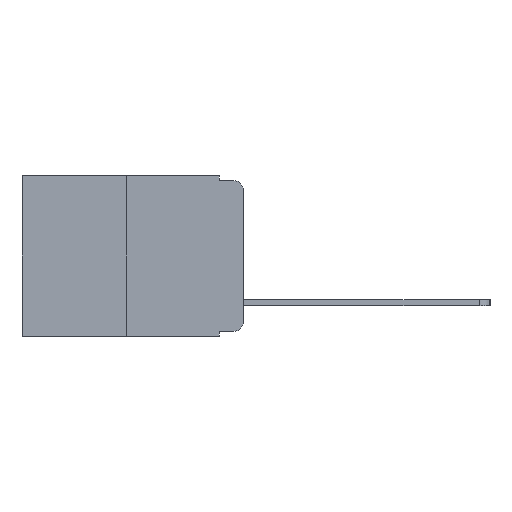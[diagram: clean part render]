
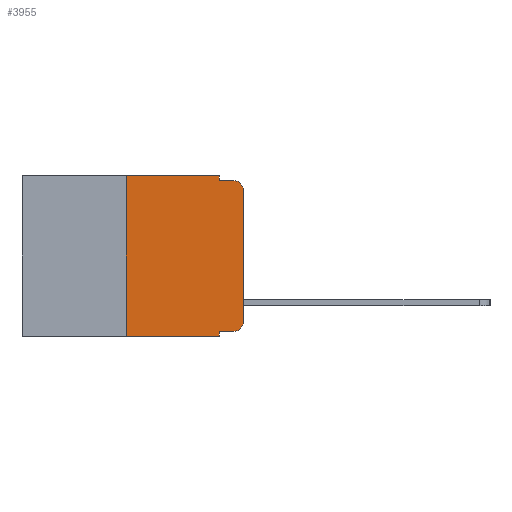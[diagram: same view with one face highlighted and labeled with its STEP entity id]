
A CAD part, left-side view. The second image highlights one B-rep face of the part: STEP entity #3955.
In plain terms, the highlighted planar face has unit normal (-1, 0, 0).
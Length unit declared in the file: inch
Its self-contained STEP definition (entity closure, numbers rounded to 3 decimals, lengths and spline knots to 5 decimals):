
#2 = EDGE_LOOP ( 'NONE', ( #2720, #2276, #3324, #10154, #9579, #9564, #9419, #9302, #9180, #8939 ) ) ;
#310 = VERTEX_POINT ( 'NONE', #9368 ) ;
#311 = EDGE_CURVE ( 'NONE', #3838, #10242, #2307, .T. ) ;
#651 = CARTESIAN_POINT ( 'NONE',  ( 0., 0.051, -0.333 ) ) ;
#764 = VECTOR ( 'NONE', #8503, 39.37008 ) ;
#942 = CARTESIAN_POINT ( 'NONE',  ( 0., 0.051, -0.01 ) ) ;
#1026 = FACE_OUTER_BOUND ( 'NONE', #2, .T. ) ;
#1138 = EDGE_CURVE ( 'NONE', #6220, #11602, #4361, .T. ) ;
#1836 = VERTEX_POINT ( 'NONE', #2103 ) ;
#2103 = CARTESIAN_POINT ( 'NONE',  ( 0., 0.25, 0. ) ) ;
#2276 = ORIENTED_EDGE ( 'NONE', *, *, #5664, .T. ) ;
#2298 = VERTEX_POINT ( 'NONE', #7467 ) ;
#2307 = CIRCLE ( 'NONE', #4715, 0.02 ) ;
#2324 = VECTOR ( 'NONE', #2870, 39.37008 ) ;
#2408 = VECTOR ( 'NONE', #4168, 39.37008 ) ;
#2645 = LINE ( 'NONE', #7590, #2324 ) ;
#2720 = ORIENTED_EDGE ( 'NONE', *, *, #4976, .T. ) ;
#2728 = LINE ( 'NONE', #6930, #2408 ) ;
#2822 = CARTESIAN_POINT ( 'NONE',  ( 0., 0., 0. ) ) ;
#2870 = DIRECTION ( 'NONE',  ( 0., 0., 1. ) ) ;
#2950 = AXIS2_PLACEMENT_3D ( 'NONE', #10781, #5115, #11712 ) ;
#2970 = CARTESIAN_POINT ( 'NONE',  ( 0., 0.02, -0.03 ) ) ;
#3262 = DIRECTION ( 'NONE',  ( 0., 0., -1. ) ) ;
#3324 = ORIENTED_EDGE ( 'NONE', *, *, #1138, .F. ) ;
#3599 = CARTESIAN_POINT ( 'NONE',  ( 0., 0.473, -0.343 ) ) ;
#3838 = VERTEX_POINT ( 'NONE', #4962 ) ;
#3907 = DIRECTION ( 'NONE',  ( 0., 0., -1. ) ) ;
#3921 = CARTESIAN_POINT ( 'NONE',  ( 0., 0.02, -0.01 ) ) ;
#3955 = ADVANCED_FACE ( 'NONE', ( #1026 ), #4194, .F. ) ;
#4168 = DIRECTION ( 'NONE',  ( 0., -1., 0. ) ) ;
#4194 = PLANE ( 'NONE',  #2950 ) ;
#4228 = LINE ( 'NONE', #3599, #11729 ) ;
#4361 = LINE ( 'NONE', #942, #11579 ) ;
#4419 = AXIS2_PLACEMENT_3D ( 'NONE', #2970, #9558, #3907 ) ;
#4527 = VECTOR ( 'NONE', #12010, 39.37008 ) ;
#4715 = AXIS2_PLACEMENT_3D ( 'NONE', #6388, #5470, #8511 ) ;
#4962 = CARTESIAN_POINT ( 'NONE',  ( 0., 0.02, -0.333 ) ) ;
#4976 = EDGE_CURVE ( 'NONE', #10242, #5124, #10680, .T. ) ;
#5063 = CARTESIAN_POINT ( 'NONE',  ( 0., 0.051, -0.333 ) ) ;
#5115 = DIRECTION ( 'NONE',  ( 1., 0., 0. ) ) ;
#5124 = VERTEX_POINT ( 'NONE', #11537 ) ;
#5219 = EDGE_CURVE ( 'NONE', #1836, #310, #2728, .T. ) ;
#5470 = DIRECTION ( 'NONE',  ( -1., 0., 0. ) ) ;
#5664 = EDGE_CURVE ( 'NONE', #5124, #11602, #12404, .T. ) ;
#6220 = VERTEX_POINT ( 'NONE', #12162 ) ;
#6326 = CARTESIAN_POINT ( 'NONE',  ( 0., 0.051, 0. ) ) ;
#6388 = CARTESIAN_POINT ( 'NONE',  ( 0., 0.02, -0.313 ) ) ;
#6699 = VERTEX_POINT ( 'NONE', #5063 ) ;
#6930 = CARTESIAN_POINT ( 'NONE',  ( 0., 0.473, 0. ) ) ;
#6992 = VECTOR ( 'NONE', #3262, 39.37008 ) ;
#7251 = CARTESIAN_POINT ( 'NONE',  ( 0., 0.051, -0.343 ) ) ;
#7443 = DIRECTION ( 'NONE',  ( 0., -1., 0. ) ) ;
#7467 = CARTESIAN_POINT ( 'NONE',  ( 0., 0.25, -0.343 ) ) ;
#7590 = CARTESIAN_POINT ( 'NONE',  ( 0., 0.25, 0. ) ) ;
#8276 = EDGE_CURVE ( 'NONE', #6699, #3838, #8999, .T. ) ;
#8503 = DIRECTION ( 'NONE',  ( 0., 0., 1. ) ) ;
#8511 = DIRECTION ( 'NONE',  ( 0., 0., -1. ) ) ;
#8662 = DIRECTION ( 'NONE',  ( 0., -1., 0. ) ) ;
#8702 = VECTOR ( 'NONE', #7443, 39.37008 ) ;
#8939 = ORIENTED_EDGE ( 'NONE', *, *, #311, .T. ) ;
#8999 = LINE ( 'NONE', #651, #8702 ) ;
#9076 = EDGE_CURVE ( 'NONE', #2298, #1836, #2645, .T. ) ;
#9180 = ORIENTED_EDGE ( 'NONE', *, *, #8276, .T. ) ;
#9244 = DIRECTION ( 'NONE',  ( 0., -1., 0. ) ) ;
#9302 = ORIENTED_EDGE ( 'NONE', *, *, #9949, .F. ) ;
#9316 = CARTESIAN_POINT ( 'NONE',  ( 0., 0., -0.313 ) ) ;
#9368 = CARTESIAN_POINT ( 'NONE',  ( 0., 0.051, 0. ) ) ;
#9419 = ORIENTED_EDGE ( 'NONE', *, *, #11991, .T. ) ;
#9540 = LINE ( 'NONE', #10789, #6992 ) ;
#9558 = DIRECTION ( 'NONE',  ( -1., 0., 0. ) ) ;
#9564 = ORIENTED_EDGE ( 'NONE', *, *, #9076, .F. ) ;
#9579 = ORIENTED_EDGE ( 'NONE', *, *, #5219, .F. ) ;
#9949 = EDGE_CURVE ( 'NONE', #6699, #10690, #9540, .T. ) ;
#10154 = ORIENTED_EDGE ( 'NONE', *, *, #11971, .F. ) ;
#10242 = VERTEX_POINT ( 'NONE', #9316 ) ;
#10680 = LINE ( 'NONE', #2822, #764 ) ;
#10690 = VERTEX_POINT ( 'NONE', #7251 ) ;
#10781 = CARTESIAN_POINT ( 'NONE',  ( 0., 0.473, 0. ) ) ;
#10789 = CARTESIAN_POINT ( 'NONE',  ( 0., 0.051, 0. ) ) ;
#11537 = CARTESIAN_POINT ( 'NONE',  ( 0., 0., -0.03 ) ) ;
#11579 = VECTOR ( 'NONE', #8662, 39.37008 ) ;
#11602 = VERTEX_POINT ( 'NONE', #3921 ) ;
#11712 = DIRECTION ( 'NONE',  ( 0., 0., -1. ) ) ;
#11729 = VECTOR ( 'NONE', #9244, 39.37008 ) ;
#11971 = EDGE_CURVE ( 'NONE', #310, #6220, #12026, .T. ) ;
#11991 = EDGE_CURVE ( 'NONE', #2298, #10690, #4228, .T. ) ;
#12010 = DIRECTION ( 'NONE',  ( 0., 0., -1. ) ) ;
#12026 = LINE ( 'NONE', #6326, #4527 ) ;
#12162 = CARTESIAN_POINT ( 'NONE',  ( 0., 0.051, -0.01 ) ) ;
#12404 = CIRCLE ( 'NONE', #4419, 0.02 ) ;
